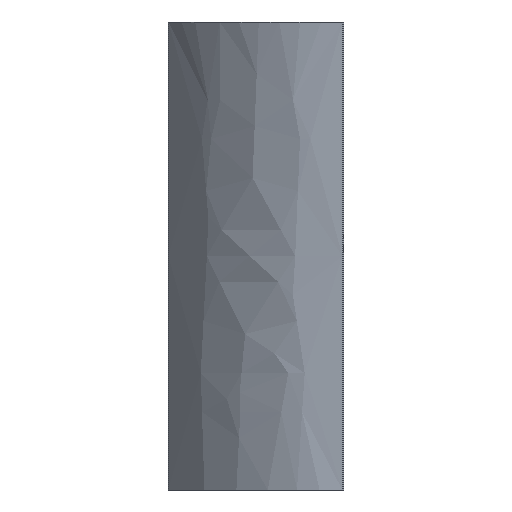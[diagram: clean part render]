
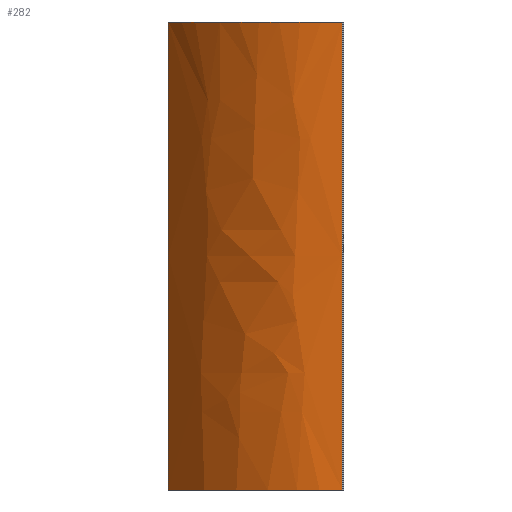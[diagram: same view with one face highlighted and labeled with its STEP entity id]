
A CAD part, left-side view. The second image highlights one B-rep face of the part: STEP entity #282.
In plain terms, the highlighted free-form (B-spline) face has degree [3, 1] with [18, 2] control points.
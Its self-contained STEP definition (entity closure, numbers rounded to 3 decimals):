
#51=CARTESIAN_POINT('',(-302.281,-9.706,-40.0));
#52=VERTEX_POINT('',#51);
#84=CARTESIAN_POINT('',(-320.7,-39.458,-40.0));
#85=VERTEX_POINT('',#84);
#92=CARTESIAN_POINT('',(-302.281,-9.706,-40.0));
#93=CARTESIAN_POINT('',(-303.259,-10.391,-40.0));
#94=CARTESIAN_POINT('',(-305.148,-11.794,-40.0));
#95=CARTESIAN_POINT('',(-307.332,-13.625,-40.0));
#96=CARTESIAN_POINT('',(-309.38,-15.512,-40.0));
#97=CARTESIAN_POINT('',(-310.905,-17.062,-40.0));
#98=CARTESIAN_POINT('',(-312.667,-19.048,-40.0));
#99=CARTESIAN_POINT('',(-313.958,-20.673,-40.0));
#100=CARTESIAN_POINT('',(-315.42,-22.744,-40.0));
#101=CARTESIAN_POINT('',(-316.467,-24.431,-40.0));
#102=CARTESIAN_POINT('',(-317.618,-26.572,-40.0));
#103=CARTESIAN_POINT('',(-318.412,-28.309,-40.0));
#104=CARTESIAN_POINT('',(-319.241,-30.504,-40.0));
#105=CARTESIAN_POINT('',(-319.775,-32.278,-40.0));
#106=CARTESIAN_POINT('',(-320.276,-34.51,-40.0));
#107=CARTESIAN_POINT('',(-320.611,-36.754,-40.0));
#108=CARTESIAN_POINT('',(-320.7,-38.557,-40.0));
#109=CARTESIAN_POINT('',(-320.7,-39.458,-40.0));
#110=B_SPLINE_CURVE_WITH_KNOTS('',3,(#92,#93,#94,#95,#96,#97,#98,#99,#100,#101,#102,#103,#104,#105,#106,#107,#108,#109),.UNSPECIFIED.,.F.,.U.,(4,1,1,1,1,1,1,1,1,1,1,1,1,1,1,4),(5.588,5.646,5.704,5.733,5.791,5.82,5.878,5.907,5.965,5.994,6.051,6.08,6.138,6.167,6.225,6.283),.UNSPECIFIED.);
#111=EDGE_CURVE('',#52,#85,#110,.T.);
#176=CARTESIAN_POINT('',(-320.7,-39.458,40.0));
#177=VERTEX_POINT('',#176);
#184=CARTESIAN_POINT('',(-320.7,-39.458,0.0));
#185=VERTEX_POINT('',#184);
#186=CARTESIAN_POINT('',(-320.7,-39.458,0.0));
#187=DIRECTION('',(0.0,0.0,1.0));
#188=VECTOR('',#187,40.0);
#189=LINE('',#186,#188);
#190=EDGE_CURVE('',#185,#177,#189,.T.);
#192=CARTESIAN_POINT('',(-320.7,-39.458,0.0));
#193=DIRECTION('',(0.0,0.0,-1.0));
#194=VECTOR('',#193,40.0);
#195=LINE('',#192,#194);
#196=EDGE_CURVE('',#185,#85,#195,.T.);
#203=CARTESIAN_POINT('',(-302.281,-9.706,-40.0));
#204=CARTESIAN_POINT('',(-303.259,-10.391,-40.0));
#205=CARTESIAN_POINT('',(-305.148,-11.794,-40.0));
#206=CARTESIAN_POINT('',(-307.332,-13.625,-40.0));
#207=CARTESIAN_POINT('',(-309.38,-15.512,-40.0));
#208=CARTESIAN_POINT('',(-310.905,-17.062,-40.0));
#209=CARTESIAN_POINT('',(-312.667,-19.048,-40.0));
#210=CARTESIAN_POINT('',(-313.958,-20.673,-40.0));
#211=CARTESIAN_POINT('',(-315.42,-22.744,-40.0));
#212=CARTESIAN_POINT('',(-316.467,-24.431,-40.0));
#213=CARTESIAN_POINT('',(-317.618,-26.572,-40.0));
#214=CARTESIAN_POINT('',(-318.412,-28.309,-40.0));
#215=CARTESIAN_POINT('',(-319.241,-30.504,-40.0));
#216=CARTESIAN_POINT('',(-319.775,-32.278,-40.0));
#217=CARTESIAN_POINT('',(-320.276,-34.51,-40.0));
#218=CARTESIAN_POINT('',(-320.611,-36.754,-40.0));
#219=CARTESIAN_POINT('',(-320.7,-38.557,-40.0));
#220=CARTESIAN_POINT('',(-320.7,-39.458,-40.0));
#221=CARTESIAN_POINT('',(-302.281,-9.706,40.0));
#222=CARTESIAN_POINT('',(-303.259,-10.391,40.0));
#223=CARTESIAN_POINT('',(-305.148,-11.794,40.0));
#224=CARTESIAN_POINT('',(-307.332,-13.625,40.0));
#225=CARTESIAN_POINT('',(-309.38,-15.512,40.0));
#226=CARTESIAN_POINT('',(-310.905,-17.062,40.0));
#227=CARTESIAN_POINT('',(-312.667,-19.048,40.0));
#228=CARTESIAN_POINT('',(-313.958,-20.673,40.0));
#229=CARTESIAN_POINT('',(-315.42,-22.744,40.0));
#230=CARTESIAN_POINT('',(-316.467,-24.431,40.0));
#231=CARTESIAN_POINT('',(-317.618,-26.572,40.0));
#232=CARTESIAN_POINT('',(-318.412,-28.309,40.0));
#233=CARTESIAN_POINT('',(-319.241,-30.504,40.0));
#234=CARTESIAN_POINT('',(-319.775,-32.278,40.0));
#235=CARTESIAN_POINT('',(-320.276,-34.51,40.0));
#236=CARTESIAN_POINT('',(-320.611,-36.754,40.0));
#237=CARTESIAN_POINT('',(-320.7,-38.557,40.0));
#238=CARTESIAN_POINT('',(-320.7,-39.458,40.0));
#239=B_SPLINE_SURFACE_WITH_KNOTS('',3,1,((#203,#221),(#204,#222),(#205,#223),(#206,#224),(#207,#225),(#208,#226),(#209,#227),(#210,#228),(#211,#229),(#212,#230),(#213,#231),(#214,#232),(#215,#233),(#216,#234),(#217,#235),(#218,#236),(#219,#237),(#220,#238)),.UNSPECIFIED.,.F.,.F.,.U.,(4,1,1,1,1,1,1,1,1,1,1,1,1,1,1,4),(2,2),(5.588,5.646,5.704,5.733,5.791,5.82,5.878,5.907,5.965,5.994,6.051,6.08,6.138,6.167,6.225,6.283),(-4.0,4.0),.UNSPECIFIED.);
#240=CARTESIAN_POINT('',(-302.281,-9.706,40.0));
#241=VERTEX_POINT('',#240);
#242=CARTESIAN_POINT('',(-320.7,-39.458,40.0));
#243=CARTESIAN_POINT('',(-320.7,-38.557,40.0));
#244=CARTESIAN_POINT('',(-320.611,-36.754,40.0));
#245=CARTESIAN_POINT('',(-320.276,-34.51,40.0));
#246=CARTESIAN_POINT('',(-319.775,-32.278,40.0));
#247=CARTESIAN_POINT('',(-319.241,-30.504,40.0));
#248=CARTESIAN_POINT('',(-318.412,-28.309,40.0));
#249=CARTESIAN_POINT('',(-317.618,-26.572,40.0));
#250=CARTESIAN_POINT('',(-316.467,-24.431,40.0));
#251=CARTESIAN_POINT('',(-315.42,-22.744,40.0));
#252=CARTESIAN_POINT('',(-313.958,-20.673,40.0));
#253=CARTESIAN_POINT('',(-312.667,-19.048,40.0));
#254=CARTESIAN_POINT('',(-310.905,-17.062,40.0));
#255=CARTESIAN_POINT('',(-309.38,-15.512,40.0));
#256=CARTESIAN_POINT('',(-307.332,-13.625,40.0));
#257=CARTESIAN_POINT('',(-305.148,-11.794,40.0));
#258=CARTESIAN_POINT('',(-303.259,-10.391,40.0));
#259=CARTESIAN_POINT('',(-302.281,-9.706,40.0));
#260=B_SPLINE_CURVE_WITH_KNOTS('',3,(#242,#243,#244,#245,#246,#247,#248,#249,#250,#251,#252,#253,#254,#255,#256,#257,#258,#259),.UNSPECIFIED.,.F.,.U.,(4,1,1,1,1,1,1,1,1,1,1,1,1,1,1,4),(5.588,5.646,5.704,5.733,5.791,5.82,5.878,5.907,5.965,5.994,6.051,6.08,6.138,6.167,6.225,6.283),.UNSPECIFIED.);
#261=EDGE_CURVE('',#177,#241,#260,.T.);
#262=ORIENTED_EDGE('',*,*,#261,.T.);
#263=CARTESIAN_POINT('',(-302.281,-9.706,0.0));
#264=VERTEX_POINT('',#263);
#265=CARTESIAN_POINT('',(-302.281,-9.706,0.0));
#266=DIRECTION('',(0.0,0.0,1.0));
#267=VECTOR('',#266,40.0);
#268=LINE('',#265,#267);
#269=EDGE_CURVE('',#264,#241,#268,.T.);
#270=ORIENTED_EDGE('',*,*,#269,.F.);
#271=CARTESIAN_POINT('',(-302.281,-9.706,0.0));
#272=DIRECTION('',(0.0,0.0,-1.0));
#273=VECTOR('',#272,40.0);
#274=LINE('',#271,#273);
#275=EDGE_CURVE('',#264,#52,#274,.T.);
#276=ORIENTED_EDGE('',*,*,#275,.T.);
#277=ORIENTED_EDGE('',*,*,#111,.T.);
#278=ORIENTED_EDGE('',*,*,#196,.F.);
#279=ORIENTED_EDGE('',*,*,#190,.T.);
#280=EDGE_LOOP('',(#262,#270,#276,#277,#278,#279));
#281=FACE_OUTER_BOUND('',#280,.T.);
#282=ADVANCED_FACE('',(#281),#239,.T.);
